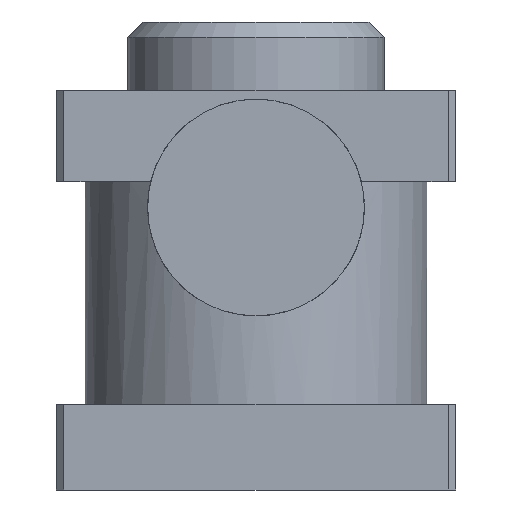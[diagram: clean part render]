
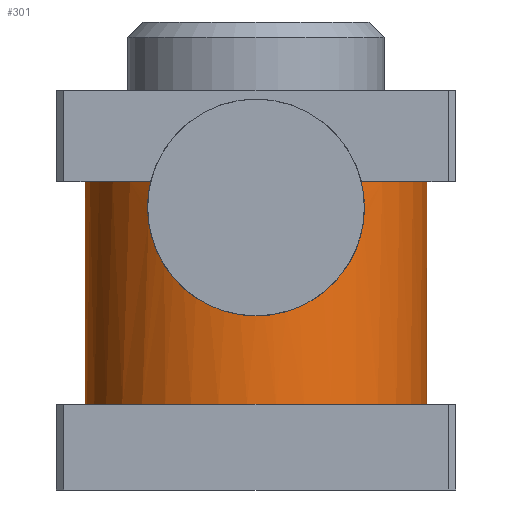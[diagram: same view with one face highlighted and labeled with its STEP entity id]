
A CAD part, front view. The second image highlights one B-rep face of the part: STEP entity #301.
In plain terms, the highlighted cylindrical face has radius 30 mm (diameter 60 mm), a full revolution.
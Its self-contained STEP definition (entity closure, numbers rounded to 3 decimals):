
#155=CARTESIAN_POINT('',(0.0,35.0,34.75));
#156=DIRECTION('',(0.0,0.0,1.0));
#157=DIRECTION('',(1.0,0.0,0.0));
#158=AXIS2_PLACEMENT_3D('',#155,#156,#157);
#159=CYLINDRICAL_SURFACE('',#158,30.0);
#160=CARTESIAN_POINT('',(-30.0,35.0,15.0));
#161=VERTEX_POINT('',#160);
#162=CARTESIAN_POINT('',(0.0,35.0,15.0));
#163=DIRECTION('',(0.0,0.0,-1.0));
#164=DIRECTION('',(1.0,0.0,0.0));
#165=AXIS2_PLACEMENT_3D('',#162,#163,#164);
#166=CIRCLE('',#165,30.0);
#167=EDGE_CURVE('',#161,#161,#166,.T.);
#168=ORIENTED_EDGE('',*,*,#167,.F.);
#169=EDGE_LOOP('',(#168));
#170=FACE_OUTER_BOUND('',#169,.T.);
#171=CARTESIAN_POINT('',(-18.465,11.356,54.0));
#172=VERTEX_POINT('',#171);
#173=CARTESIAN_POINT('',(-18.465,58.644,54.0));
#174=VERTEX_POINT('',#173);
#175=CARTESIAN_POINT('',(0.0,35.0,54.0));
#176=DIRECTION('',(0.0,0.0,-1.0));
#177=DIRECTION('',(1.0,0.0,0.0));
#178=AXIS2_PLACEMENT_3D('',#175,#176,#177);
#179=CIRCLE('',#178,30.0);
#180=EDGE_CURVE('',#172,#174,#179,.T.);
#181=ORIENTED_EDGE('',*,*,#180,.T.);
#182=CARTESIAN_POINT('',(0.,65.0,30.495));
#183=VERTEX_POINT('',#182);
#184=CARTESIAN_POINT('',(-18.465,58.644,54.));
#185=CARTESIAN_POINT('',(-18.525,58.597,53.751));
#186=CARTESIAN_POINT('',(-18.581,58.553,53.501));
#187=CARTESIAN_POINT('',(-18.882,58.315,52.007));
#188=CARTESIAN_POINT('',(-19.005,58.212,50.742));
#189=CARTESIAN_POINT('',(-19.005,58.212,48.258));
#190=CARTESIAN_POINT('',(-18.882,58.315,46.993));
#191=CARTESIAN_POINT('',(-18.381,58.711,44.508));
#192=CARTESIAN_POINT('',(-18.005,59.004,43.287));
#193=CARTESIAN_POINT('',(-17.027,59.707,40.964));
#194=CARTESIAN_POINT('',(-16.425,60.117,39.86));
#195=CARTESIAN_POINT('',(-15.045,60.968,37.823));
#196=CARTESIAN_POINT('',(-14.266,61.407,36.889));
#197=CARTESIAN_POINT('',(-12.618,62.233,35.241));
#198=CARTESIAN_POINT('',(-11.688,62.651,34.464));
#199=CARTESIAN_POINT('',(-9.65,63.427,33.081));
#200=CARTESIAN_POINT('',(-8.541,63.784,32.475));
#201=CARTESIAN_POINT('',(-6.208,64.375,31.493));
#202=CARTESIAN_POINT('',(-4.982,64.61,31.116));
#203=CARTESIAN_POINT('',(-2.493,64.922,30.617));
#204=CARTESIAN_POINT('',(-1.231,65.0,30.495));
#205=CARTESIAN_POINT('',(0.,65.0,30.495));
#206=B_SPLINE_CURVE_WITH_KNOTS('',3,(#184,#185,#186,#187,#188,#189,#190,#191,#192,#193,#194,#195,#196,#197,#198,#199,#200,#201,#202,#203,#204,#205),.UNSPECIFIED.,.F.,.U.,(4,2,2,2,2,2,2,2,2,2,4),(5.488,5.563,5.935,6.308,6.68,7.053,7.425,7.795,8.164,8.534,8.903),.UNSPECIFIED.);
#207=EDGE_CURVE('',#174,#183,#206,.T.);
#208=ORIENTED_EDGE('',*,*,#207,.T.);
#209=CARTESIAN_POINT('',(18.465,58.644,54.0));
#210=VERTEX_POINT('',#209);
#211=CARTESIAN_POINT('',(0.,65.0,30.495));
#212=CARTESIAN_POINT('',(1.231,65.0,30.495));
#213=CARTESIAN_POINT('',(2.493,64.922,30.617));
#214=CARTESIAN_POINT('',(4.982,64.61,31.116));
#215=CARTESIAN_POINT('',(6.208,64.375,31.493));
#216=CARTESIAN_POINT('',(8.541,63.784,32.475));
#217=CARTESIAN_POINT('',(9.65,63.427,33.081));
#218=CARTESIAN_POINT('',(11.688,62.651,34.464));
#219=CARTESIAN_POINT('',(12.618,62.233,35.241));
#220=CARTESIAN_POINT('',(14.266,61.407,36.889));
#221=CARTESIAN_POINT('',(15.045,60.968,37.823));
#222=CARTESIAN_POINT('',(16.425,60.117,39.86));
#223=CARTESIAN_POINT('',(17.027,59.707,40.964));
#224=CARTESIAN_POINT('',(18.005,59.004,43.287));
#225=CARTESIAN_POINT('',(18.381,58.711,44.508));
#226=CARTESIAN_POINT('',(18.882,58.315,46.993));
#227=CARTESIAN_POINT('',(19.005,58.212,48.258));
#228=CARTESIAN_POINT('',(19.005,58.212,49.5));
#229=CARTESIAN_POINT('',(19.005,58.212,50.742));
#230=CARTESIAN_POINT('',(18.882,58.315,52.007));
#231=CARTESIAN_POINT('',(18.581,58.553,53.501));
#232=CARTESIAN_POINT('',(18.525,58.597,53.751));
#233=CARTESIAN_POINT('',(18.465,58.644,54.));
#234=B_SPLINE_CURVE_WITH_KNOTS('',3,(#211,#212,#213,#214,#215,#216,#217,#218,#219,#220,#221,#222,#223,#224,#225,#226,#227,#228,#229,#230,#231,#232,#233),.UNSPECIFIED.,.F.,.U.,(4,2,2,2,2,2,2,2,3,2,4),(8.903,9.272,9.642,10.011,10.38,10.753,11.126,11.498,11.871,12.243,12.318),.UNSPECIFIED.);
#235=EDGE_CURVE('',#183,#210,#234,.T.);
#236=ORIENTED_EDGE('',*,*,#235,.T.);
#237=CARTESIAN_POINT('',(18.465,11.356,54.0));
#238=VERTEX_POINT('',#237);
#239=CARTESIAN_POINT('',(0.0,35.0,54.0));
#240=DIRECTION('',(0.0,0.0,-1.0));
#241=DIRECTION('',(1.0,0.0,0.0));
#242=AXIS2_PLACEMENT_3D('',#239,#240,#241);
#243=CIRCLE('',#242,30.0);
#244=EDGE_CURVE('',#210,#238,#243,.T.);
#245=ORIENTED_EDGE('',*,*,#244,.T.);
#246=CARTESIAN_POINT('',(0.,5.0,30.495));
#247=VERTEX_POINT('',#246);
#248=CARTESIAN_POINT('',(18.465,11.356,54.));
#249=CARTESIAN_POINT('',(18.525,11.403,53.751));
#250=CARTESIAN_POINT('',(18.581,11.447,53.501));
#251=CARTESIAN_POINT('',(18.882,11.685,52.007));
#252=CARTESIAN_POINT('',(19.005,11.788,50.742));
#253=CARTESIAN_POINT('',(19.005,11.788,49.5));
#254=CARTESIAN_POINT('',(19.005,11.788,48.258));
#255=CARTESIAN_POINT('',(18.882,11.685,46.993));
#256=CARTESIAN_POINT('',(18.381,11.289,44.508));
#257=CARTESIAN_POINT('',(18.005,10.996,43.287));
#258=CARTESIAN_POINT('',(17.027,10.293,40.964));
#259=CARTESIAN_POINT('',(16.425,9.883,39.86));
#260=CARTESIAN_POINT('',(15.045,9.032,37.823));
#261=CARTESIAN_POINT('',(14.266,8.593,36.889));
#262=CARTESIAN_POINT('',(12.618,7.767,35.241));
#263=CARTESIAN_POINT('',(11.688,7.349,34.464));
#264=CARTESIAN_POINT('',(9.65,6.573,33.081));
#265=CARTESIAN_POINT('',(8.541,6.216,32.475));
#266=CARTESIAN_POINT('',(6.208,5.625,31.493));
#267=CARTESIAN_POINT('',(4.982,5.39,31.116));
#268=CARTESIAN_POINT('',(2.493,5.078,30.617));
#269=CARTESIAN_POINT('',(1.231,5.0,30.495));
#270=CARTESIAN_POINT('',(0.0,5.0,30.495));
#271=B_SPLINE_CURVE_WITH_KNOTS('',3,(#248,#249,#250,#251,#252,#253,#254,#255,#256,#257,#258,#259,#260,#261,#262,#263,#264,#265,#266,#267,#268,#269,#270),.UNSPECIFIED.,.F.,.U.,(4,2,3,2,2,2,2,2,2,2,4),(-0.448,-0.373,0.0,0.373,0.745,1.118,1.49,1.86,2.229,2.598,2.968),.UNSPECIFIED.);
#272=EDGE_CURVE('',#238,#247,#271,.T.);
#273=ORIENTED_EDGE('',*,*,#272,.T.);
#274=CARTESIAN_POINT('',(0.0,5.0,30.495));
#275=CARTESIAN_POINT('',(-1.231,5.0,30.495));
#276=CARTESIAN_POINT('',(-2.493,5.078,30.617));
#277=CARTESIAN_POINT('',(-4.982,5.39,31.116));
#278=CARTESIAN_POINT('',(-6.208,5.625,31.493));
#279=CARTESIAN_POINT('',(-8.541,6.216,32.475));
#280=CARTESIAN_POINT('',(-9.65,6.573,33.081));
#281=CARTESIAN_POINT('',(-11.688,7.349,34.464));
#282=CARTESIAN_POINT('',(-12.618,7.767,35.241));
#283=CARTESIAN_POINT('',(-14.266,8.593,36.889));
#284=CARTESIAN_POINT('',(-15.045,9.032,37.823));
#285=CARTESIAN_POINT('',(-16.425,9.883,39.86));
#286=CARTESIAN_POINT('',(-17.027,10.293,40.964));
#287=CARTESIAN_POINT('',(-18.005,10.996,43.287));
#288=CARTESIAN_POINT('',(-18.381,11.289,44.508));
#289=CARTESIAN_POINT('',(-18.882,11.685,46.993));
#290=CARTESIAN_POINT('',(-19.005,11.788,48.258));
#291=CARTESIAN_POINT('',(-19.005,11.788,50.742));
#292=CARTESIAN_POINT('',(-18.882,11.685,52.007));
#293=CARTESIAN_POINT('',(-18.581,11.447,53.501));
#294=CARTESIAN_POINT('',(-18.525,11.403,53.751));
#295=CARTESIAN_POINT('',(-18.465,11.356,54.));
#296=B_SPLINE_CURVE_WITH_KNOTS('',3,(#274,#275,#276,#277,#278,#279,#280,#281,#282,#283,#284,#285,#286,#287,#288,#289,#290,#291,#292,#293,#294,#295),.UNSPECIFIED.,.F.,.U.,(4,2,2,2,2,2,2,2,2,2,4),(-8.903,-8.534,-8.164,-7.795,-7.425,-7.053,-6.68,-6.308,-5.935,-5.563,-5.488),.UNSPECIFIED.);
#297=EDGE_CURVE('',#247,#172,#296,.T.);
#298=ORIENTED_EDGE('',*,*,#297,.T.);
#299=EDGE_LOOP('',(#181,#208,#236,#245,#273,#298));
#300=FACE_BOUND('',#299,.T.);
#301=ADVANCED_FACE('',(#170,#300),#159,.T.);
